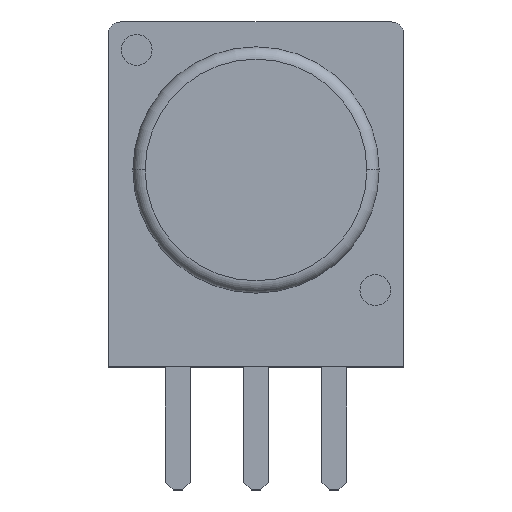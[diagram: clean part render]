
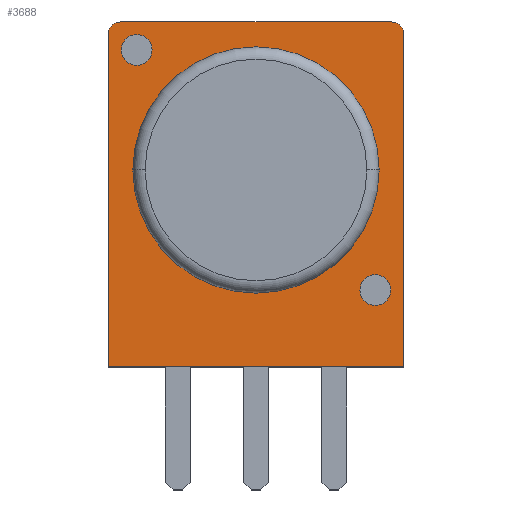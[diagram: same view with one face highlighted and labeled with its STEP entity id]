
A CAD part, top view. The second image highlights one B-rep face of the part: STEP entity #3688.
In plain terms, the highlighted planar face has unit normal (0, 0, 1).
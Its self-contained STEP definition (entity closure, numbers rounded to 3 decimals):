
#38 = DIRECTION ( 'NONE',  ( 1., 0., 0. ) ) ;
#116 = VERTEX_POINT ( 'NONE', #995 ) ;
#151 = DIRECTION ( 'NONE',  ( 0., 0., 1. ) ) ;
#157 = DIRECTION ( 'NONE',  ( -1., 0., 0. ) ) ;
#261 = VERTEX_POINT ( 'NONE', #2267 ) ;
#318 = CARTESIAN_POINT ( 'NONE',  ( 9.6, 0., 6.6 ) ) ;
#425 = CARTESIAN_POINT ( 'NONE',  ( 0., 0., 6.6 ) ) ;
#531 = CARTESIAN_POINT ( 'NONE',  ( 0.4, 10.8, 6.6 ) ) ;
#550 = DIRECTION ( 'NONE',  ( 0., -1., 0. ) ) ;
#714 = ORIENTED_EDGE ( 'NONE', *, *, #4511, .T. ) ;
#731 = EDGE_CURVE ( 'NONE', #3628, #2171, #884, .T. ) ;
#802 = ORIENTED_EDGE ( 'NONE', *, *, #4616, .T. ) ;
#884 = LINE ( 'NONE', #2985, #1752 ) ;
#972 = EDGE_CURVE ( 'NONE', #116, #261, #1500, .T. ) ;
#995 = CARTESIAN_POINT ( 'NONE',  ( 0.4, 11.2, 6.6 ) ) ;
#1058 = DIRECTION ( 'NONE',  ( 0., 0., 1. ) ) ;
#1154 = LINE ( 'NONE', #1986, #4120 ) ;
#1213 = CARTESIAN_POINT ( 'NONE',  ( 9.2, 11.2, 6.6 ) ) ;
#1459 = ORIENTED_EDGE ( 'NONE', *, *, #3222, .T. ) ;
#1500 = CIRCLE ( 'NONE', #4386, 0.4 ) ;
#1576 = VECTOR ( 'NONE', #38, 1000. ) ;
#1599 = CARTESIAN_POINT ( 'NONE',  ( 0., 11.2, 6.6 ) ) ;
#1666 = EDGE_CURVE ( 'NONE', #2171, #4538, #2582, .T. ) ;
#1752 = VECTOR ( 'NONE', #4115, 1000. ) ;
#1803 = LINE ( 'NONE', #425, #1576 ) ;
#1826 = CARTESIAN_POINT ( 'NONE',  ( 9.2, 10.8, 6.6 ) ) ;
#1986 = CARTESIAN_POINT ( 'NONE',  ( 0., 11.2, 6.6 ) ) ;
#2171 = VERTEX_POINT ( 'NONE', #2683 ) ;
#2267 = CARTESIAN_POINT ( 'NONE',  ( 0., 10.8, 6.6 ) ) ;
#2339 = ORIENTED_EDGE ( 'NONE', *, *, #731, .T. ) ;
#2473 = VERTEX_POINT ( 'NONE', #2967 ) ;
#2520 = CARTESIAN_POINT ( 'NONE',  ( 0., 0., 6.6 ) ) ;
#2552 = ORIENTED_EDGE ( 'NONE', *, *, #972, .T. ) ;
#2574 = DIRECTION ( 'NONE',  ( 1., 0., 0. ) ) ;
#2582 = CIRCLE ( 'NONE', #4008, 0.4 ) ;
#2638 = ORIENTED_EDGE ( 'NONE', *, *, #1666, .T. ) ;
#2683 = CARTESIAN_POINT ( 'NONE',  ( 9.6, 10.8, 6.6 ) ) ;
#2945 = PLANE ( 'NONE',  #4183 ) ;
#2967 = CARTESIAN_POINT ( 'NONE',  ( 0., 0., 6.6 ) ) ;
#2985 = CARTESIAN_POINT ( 'NONE',  ( 9.6, 11.2, 6.6 ) ) ;
#3222 = EDGE_CURVE ( 'NONE', #2473, #3628, #1803, .T. ) ;
#3293 = DIRECTION ( 'NONE',  ( 0., 0., 1. ) ) ;
#3587 = LINE ( 'NONE', #1599, #3939 ) ;
#3628 = VERTEX_POINT ( 'NONE', #318 ) ;
#3688 = ADVANCED_FACE ( 'NONE', ( #4304 ), #2945, .T. ) ;
#3939 = VECTOR ( 'NONE', #157, 1000. ) ;
#4008 = AXIS2_PLACEMENT_3D ( 'NONE', #1826, #3293, #2574 ) ;
#4115 = DIRECTION ( 'NONE',  ( 0., 1., 0. ) ) ;
#4120 = VECTOR ( 'NONE', #550, 1000. ) ;
#4183 = AXIS2_PLACEMENT_3D ( 'NONE', #2520, #1058, #4758 ) ;
#4257 = DIRECTION ( 'NONE',  ( 1., 0., 0. ) ) ;
#4304 = FACE_OUTER_BOUND ( 'NONE', #4574, .T. ) ;
#4386 = AXIS2_PLACEMENT_3D ( 'NONE', #531, #151, #4257 ) ;
#4511 = EDGE_CURVE ( 'NONE', #4538, #116, #3587, .T. ) ;
#4538 = VERTEX_POINT ( 'NONE', #1213 ) ;
#4574 = EDGE_LOOP ( 'NONE', ( #714, #2552, #802, #1459, #2339, #2638 ) ) ;
#4616 = EDGE_CURVE ( 'NONE', #261, #2473, #1154, .T. ) ;
#4758 = DIRECTION ( 'NONE',  ( 1., 0., 0. ) ) ;
